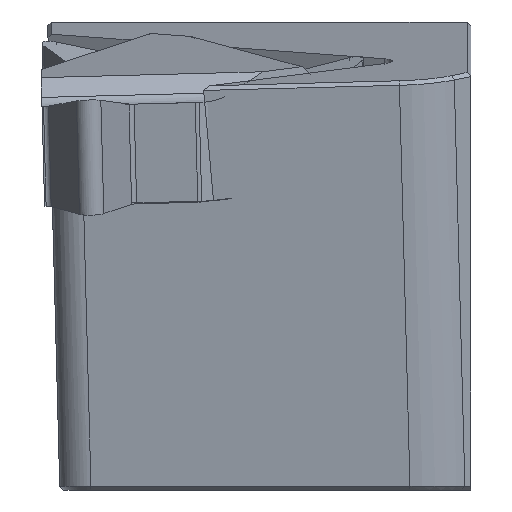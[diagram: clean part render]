
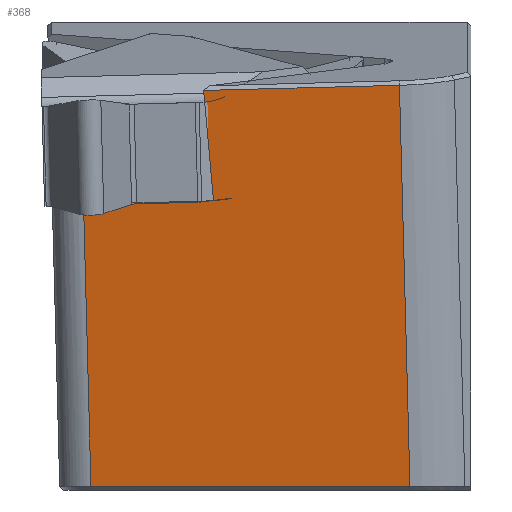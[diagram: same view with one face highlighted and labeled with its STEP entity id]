
A CAD part, left-side view. The second image highlights one B-rep face of the part: STEP entity #368.
In plain terms, the highlighted planar face has unit normal (-0.985, -0.004, -0.174).
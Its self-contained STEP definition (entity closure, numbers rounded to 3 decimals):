
#368=ADVANCED_FACE('',(#483),#434,.F.);
#434=PLANE('',#1594);
#483=FACE_OUTER_BOUND('',#552,.T.);
#552=EDGE_LOOP('',(#974,#975,#976,#977,#978,#979));
#673=LINE('',#2132,#807);
#674=LINE('',#2141,#808);
#675=LINE('',#2144,#809);
#676=LINE('',#2146,#810);
#677=LINE('',#2148,#811);
#678=LINE('',#2149,#812);
#807=VECTOR('',#1758,1.);
#808=VECTOR('',#1763,1.);
#809=VECTOR('',#1764,1.);
#810=VECTOR('',#1765,1.);
#811=VECTOR('',#1766,1.);
#812=VECTOR('',#1767,1.);
#974=ORIENTED_EDGE('',*,*,#1434,.T.);
#975=ORIENTED_EDGE('',*,*,#1435,.T.);
#976=ORIENTED_EDGE('',*,*,#1436,.T.);
#977=ORIENTED_EDGE('',*,*,#1437,.T.);
#978=ORIENTED_EDGE('',*,*,#1431,.F.);
#979=ORIENTED_EDGE('',*,*,#1438,.T.);
#1304=VERTEX_POINT('',#2133);
#1305=VERTEX_POINT('',#2134);
#1306=VERTEX_POINT('',#2142);
#1307=VERTEX_POINT('',#2143);
#1308=VERTEX_POINT('',#2145);
#1309=VERTEX_POINT('',#2147);
#1431=EDGE_CURVE('',#1304,#1305,#673,.T.);
#1434=EDGE_CURVE('',#1306,#1307,#674,.T.);
#1435=EDGE_CURVE('',#1307,#1308,#675,.T.);
#1436=EDGE_CURVE('',#1308,#1309,#676,.T.);
#1437=EDGE_CURVE('',#1309,#1305,#677,.T.);
#1438=EDGE_CURVE('',#1304,#1306,#678,.T.);
#1594=AXIS2_PLACEMENT_3D('',#2150,#1768,#1769);
#1758=DIRECTION('',(-0.174,0.026,0.984));
#1763=DIRECTION('',(-0.174,0.026,0.984));
#1764=DIRECTION('',(0.,1.,-0.026));
#1765=DIRECTION('',(0.173,-0.088,-0.981));
#1766=DIRECTION('',(0.,1.,-0.026));
#1767=DIRECTION('',(0.005,-1.,0.));
#1768=DIRECTION('',(0.985,0.005,0.174));
#1769=DIRECTION('',(0.174,0.,-0.985));
#2132=CARTESIAN_POINT('',(5.854,-0.499,-19.231));
#2133=CARTESIAN_POINT('',(4.209,-0.255,-9.902));
#2134=CARTESIAN_POINT('',(2.934,-0.066,-2.672));
#2141=CARTESIAN_POINT('',(5.854,-8.674,-19.017));
#2142=CARTESIAN_POINT('',(4.247,-8.435,-9.902));
#2143=CARTESIAN_POINT('',(2.434,-8.166,0.377));
#2144=CARTESIAN_POINT('',(2.434,-8.166,0.377));
#2145=CARTESIAN_POINT('',(2.434,-3.144,0.246));
#2146=CARTESIAN_POINT('',(5.807,-4.859,-18.848));
#2147=CARTESIAN_POINT('',(2.934,-3.398,-2.585));
#2148=CARTESIAN_POINT('',(2.934,-0.066,-2.672));
#2149=CARTESIAN_POINT('',(4.209,-0.258,-9.902));
#2150=CARTESIAN_POINT('',(5.854,-0.499,-19.231));
